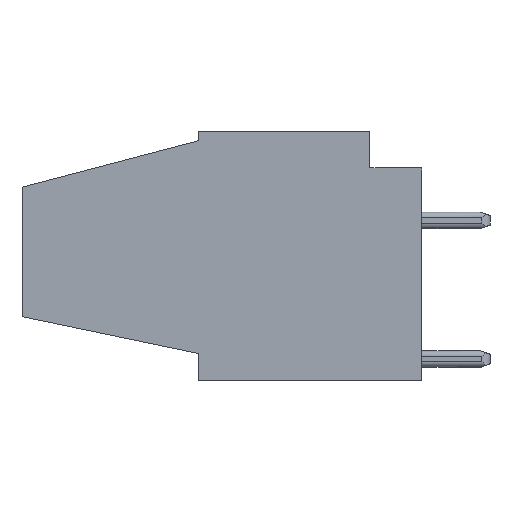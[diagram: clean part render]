
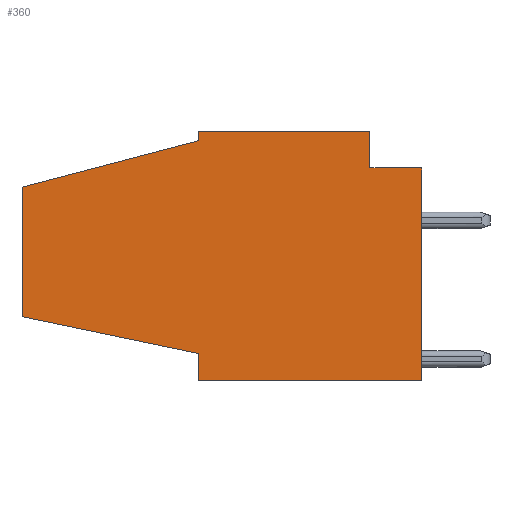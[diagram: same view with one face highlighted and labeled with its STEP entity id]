
A CAD part, left-side view. The second image highlights one B-rep face of the part: STEP entity #360.
In plain terms, the highlighted planar face has unit normal (-1, 0, 0).
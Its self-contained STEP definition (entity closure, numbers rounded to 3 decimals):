
#360 = ADVANCED_FACE( '', ( #885 ), #886, .F. );
#885 = FACE_OUTER_BOUND( '', #1599, .T. );
#886 = PLANE( '', #1600 );
#1599 = EDGE_LOOP( '', ( #2406, #2407, #2408, #2409, #2410, #2411, #2412, #2413, #2414, #2415 ) );
#1600 = AXIS2_PLACEMENT_3D( '', #2416, #2417, #2418 );
#2406 = ORIENTED_EDGE( '', *, *, #4622, .F. );
#2407 = ORIENTED_EDGE( '', *, *, #4623, .F. );
#2408 = ORIENTED_EDGE( '', *, *, #4624, .T. );
#2409 = ORIENTED_EDGE( '', *, *, #4625, .T. );
#2410 = ORIENTED_EDGE( '', *, *, #4626, .T. );
#2411 = ORIENTED_EDGE( '', *, *, #4627, .T. );
#2412 = ORIENTED_EDGE( '', *, *, #4628, .F. );
#2413 = ORIENTED_EDGE( '', *, *, #4629, .T. );
#2414 = ORIENTED_EDGE( '', *, *, #4630, .F. );
#2415 = ORIENTED_EDGE( '', *, *, #4631, .F. );
#2416 = CARTESIAN_POINT( '', ( 0., 51.003, -17.43 ) );
#2417 = DIRECTION( '', ( 1., 0., 0. ) );
#2418 = DIRECTION( '', ( 0., -1., 0. ) );
#4622 = EDGE_CURVE( '', #5608, #5609, #5610, .T. );
#4623 = EDGE_CURVE( '', #5611, #5608, #5612, .T. );
#4624 = EDGE_CURVE( '', #5611, #5613, #5614, .T. );
#4625 = EDGE_CURVE( '', #5613, #5615, #5616, .T. );
#4626 = EDGE_CURVE( '', #5615, #5617, #5618, .T. );
#4627 = EDGE_CURVE( '', #5617, #5619, #5620, .T. );
#4628 = EDGE_CURVE( '', #5621, #5619, #5622, .T. );
#4629 = EDGE_CURVE( '', #5621, #5623, #5624, .T. );
#4630 = EDGE_CURVE( '', #5625, #5623, #5626, .T. );
#4631 = EDGE_CURVE( '', #5609, #5625, #5627, .T. );
#5608 = VERTEX_POINT( '', #7055 );
#5609 = VERTEX_POINT( '', #7056 );
#5610 = LINE( '', #7057, #7058 );
#5611 = VERTEX_POINT( '', #7059 );
#5612 = LINE( '', #7060, #7061 );
#5613 = VERTEX_POINT( '', #7062 );
#5614 = LINE( '', #7063, #7064 );
#5615 = VERTEX_POINT( '', #7065 );
#5616 = LINE( '', #7066, #7067 );
#5617 = VERTEX_POINT( '', #7068 );
#5618 = LINE( '', #7069, #7070 );
#5619 = VERTEX_POINT( '', #7071 );
#5620 = LINE( '', #7072, #7073 );
#5621 = VERTEX_POINT( '', #7074 );
#5622 = LINE( '', #7075, #7076 );
#5623 = VERTEX_POINT( '', #7077 );
#5624 = LINE( '', #7078, #7079 );
#5625 = VERTEX_POINT( '', #7080 );
#5626 = LINE( '', #7081, #7082 );
#5627 = LINE( '', #7083, #7084 );
#7055 = CARTESIAN_POINT( '', ( 0., 3.8, 2.7 ) );
#7056 = CARTESIAN_POINT( '', ( 0., 3.8, 0. ) );
#7057 = CARTESIAN_POINT( '', ( 0., 3.8, -9.056 ) );
#7058 = VECTOR( '', #9040, 1000. );
#7059 = CARTESIAN_POINT( '', ( 0., 16.4, 2.7 ) );
#7060 = CARTESIAN_POINT( '', ( 0., 7.836, 2.7 ) );
#7061 = VECTOR( '', #9041, 1000. );
#7062 = CARTESIAN_POINT( '', ( 0., 16.4, 2. ) );
#7063 = CARTESIAN_POINT( '', ( 0., 16.4, -9.056 ) );
#7064 = VECTOR( '', #9042, 1000. );
#7065 = CARTESIAN_POINT( '', ( 0., 29.3, -1.4 ) );
#7066 = CARTESIAN_POINT( '', ( 0., 7.836, 4.257 ) );
#7067 = VECTOR( '', #9043, 1000. );
#7068 = CARTESIAN_POINT( '', ( 0., 29.3, -10.9 ) );
#7069 = CARTESIAN_POINT( '', ( 0., 29.3, -9.056 ) );
#7070 = VECTOR( '', #9044, 1000. );
#7071 = CARTESIAN_POINT( '', ( 0., 16.4, -13.6 ) );
#7072 = CARTESIAN_POINT( '', ( 0., 7.836, -15.393 ) );
#7073 = VECTOR( '', #9045, 1000. );
#7074 = CARTESIAN_POINT( '', ( 0., 16.4, -15.6 ) );
#7075 = CARTESIAN_POINT( '', ( 0., 16.4, -9.056 ) );
#7076 = VECTOR( '', #9046, 1000. );
#7077 = CARTESIAN_POINT( '', ( 0., 0., -15.6 ) );
#7078 = CARTESIAN_POINT( '', ( 0., 7.836, -15.6 ) );
#7079 = VECTOR( '', #9047, 1000. );
#7080 = CARTESIAN_POINT( '', ( 0., 0., 0. ) );
#7081 = CARTESIAN_POINT( '', ( 0., 0., -9.056 ) );
#7082 = VECTOR( '', #9048, 1000. );
#7083 = CARTESIAN_POINT( '', ( 0., 7.836, 0. ) );
#7084 = VECTOR( '', #9049, 1000. );
#9040 = DIRECTION( '', ( 0., 0., -1. ) );
#9041 = DIRECTION( '', ( 0., -1., 0. ) );
#9042 = DIRECTION( '', ( 0., 0., -1. ) );
#9043 = DIRECTION( '', ( 0., 0.967, -0.255 ) );
#9044 = DIRECTION( '', ( 0., 0., -1. ) );
#9045 = DIRECTION( '', ( 0., -0.979, -0.205 ) );
#9046 = DIRECTION( '', ( 0., 0., 1. ) );
#9047 = DIRECTION( '', ( 0., -1., 0. ) );
#9048 = DIRECTION( '', ( 0., 0., -1. ) );
#9049 = DIRECTION( '', ( 0., -1., 0. ) );
